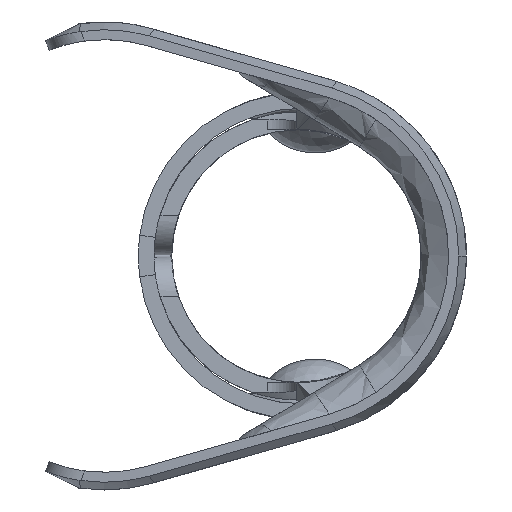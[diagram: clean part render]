
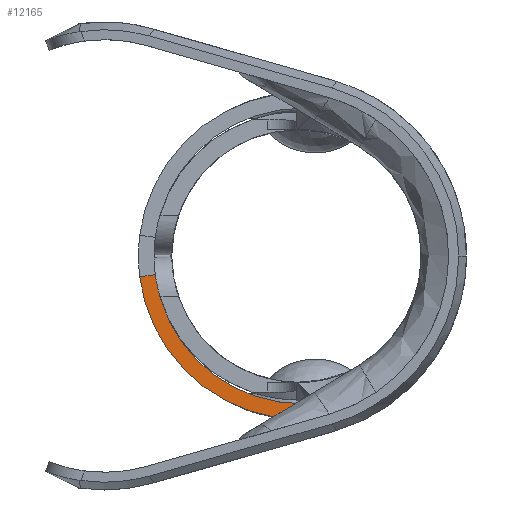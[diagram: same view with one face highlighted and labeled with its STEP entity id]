
A CAD part, left-side view. The second image highlights one B-rep face of the part: STEP entity #12165.
In plain terms, the highlighted planar face has unit normal (-1, 0, 0).
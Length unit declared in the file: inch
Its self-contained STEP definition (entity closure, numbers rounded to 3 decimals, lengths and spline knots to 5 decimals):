
#298 = VERTEX_POINT ( 'NONE', #14484 ) ;
#904 = EDGE_CURVE ( 'NONE', #18063, #12380, #21409, .T. ) ;
#1192 = CARTESIAN_POINT ( 'NONE',  ( -0.0925, 0.01725, -0.01012 ) ) ;
#1243 = CARTESIAN_POINT ( 'NONE',  ( -0.0925, 0., 0. ) ) ;
#2356 = CIRCLE ( 'NONE', #16066, 0.166 ) ;
#2609 = ORIENTED_EDGE ( 'NONE', *, *, #9918, .F. ) ;
#3020 = AXIS2_PLACEMENT_3D ( 'NONE', #14846, #22325, #5535 ) ;
#3060 = AXIS2_PLACEMENT_3D ( 'NONE', #15762, #23240, #6448 ) ;
#3230 = DIRECTION ( 'NONE',  ( 0., 0., -1. ) ) ;
#3352 = CARTESIAN_POINT ( 'NONE',  ( -0.0925, 0., 0. ) ) ;
#3568 = CARTESIAN_POINT ( 'NONE',  ( -0.0925, 0.14879, -0.01898 ) ) ;
#5075 = CARTESIAN_POINT ( 'NONE',  ( -0.0925, 0.16467, -0.021 ) ) ;
#5284 = ORIENTED_EDGE ( 'NONE', *, *, #23532, .T. ) ;
#5535 = DIRECTION ( 'NONE',  ( 0., 0., -1. ) ) ;
#6448 = DIRECTION ( 'NONE',  ( 0., 0., -1. ) ) ;
#7387 = PLANE ( 'NONE',  #3020 ) ;
#7557 = LINE ( 'NONE', #15022, #16046 ) ;
#7632 = CARTESIAN_POINT ( 'NONE',  ( -0.0925, 0., -0.166 ) ) ;
#7709 = AXIS2_PLACEMENT_3D ( 'NONE', #3352, #10850, #18322 ) ;
#7883 = ORIENTED_EDGE ( 'NONE', *, *, #18694, .F. ) ;
#8326 = VERTEX_POINT ( 'NONE', #3568 ) ;
#8689 = DIRECTION ( 'NONE',  ( 0., 0.506, 0.863 ) ) ;
#8736 = DIRECTION ( 'NONE',  ( 1., 0., 0. ) ) ;
#9311 = AXIS2_PLACEMENT_3D ( 'NONE', #12556, #20040, #3230 ) ;
#9918 = EDGE_CURVE ( 'NONE', #20103, #22491, #19894, .T. ) ;
#10850 = DIRECTION ( 'NONE',  ( 1., 0., 0. ) ) ;
#10942 = EDGE_CURVE ( 'NONE', #8326, #20103, #13640, .T. ) ;
#12152 = EDGE_LOOP ( 'NONE', ( #19857, #14462, #12747, #7883, #5284, #2609 ) ) ;
#12165 = ADVANCED_FACE ( 'NONE', ( #24166 ), #7387, .F. ) ;
#12380 = VERTEX_POINT ( 'NONE', #5075 ) ;
#12556 = CARTESIAN_POINT ( 'NONE',  ( -0.0925, 0., 0. ) ) ;
#12747 = ORIENTED_EDGE ( 'NONE', *, *, #904, .F. ) ;
#13461 = CARTESIAN_POINT ( 'NONE',  ( -0.0925, 0., -0.15 ) ) ;
#13640 = CIRCLE ( 'NONE', #3060, 0.15 ) ;
#14462 = ORIENTED_EDGE ( 'NONE', *, *, #17558, .T. ) ;
#14484 = CARTESIAN_POINT ( 'NONE',  ( -0.0925, -0.06614, -0.15226 ) ) ;
#14846 = CARTESIAN_POINT ( 'NONE',  ( -0.0925, 0., 0. ) ) ;
#15022 = CARTESIAN_POINT ( 'NONE',  ( -0.0925, 0.14879, -0.01898 ) ) ;
#15762 = CARTESIAN_POINT ( 'NONE',  ( -0.0925, 0., 0. ) ) ;
#16046 = VECTOR ( 'NONE', #22507, 39.37008 ) ;
#16066 = AXIS2_PLACEMENT_3D ( 'NONE', #1243, #8736, #16205 ) ;
#16205 = DIRECTION ( 'NONE',  ( 0., 0., -1. ) ) ;
#17558 = EDGE_CURVE ( 'NONE', #8326, #12380, #7557, .T. ) ;
#18007 = LINE ( 'NONE', #1192, #23970 ) ;
#18063 = VERTEX_POINT ( 'NONE', #7632 ) ;
#18322 = DIRECTION ( 'NONE',  ( 0., 0., -1. ) ) ;
#18694 = EDGE_CURVE ( 'NONE', #298, #18063, #2356, .T. ) ;
#19857 = ORIENTED_EDGE ( 'NONE', *, *, #10942, .F. ) ;
#19894 = CIRCLE ( 'NONE', #9311, 0.15 ) ;
#20040 = DIRECTION ( 'NONE',  ( -1., 0., 0. ) ) ;
#20103 = VERTEX_POINT ( 'NONE', #13461 ) ;
#21409 = CIRCLE ( 'NONE', #7709, 0.166 ) ;
#21830 = CARTESIAN_POINT ( 'NONE',  ( -0.0925, -0.05798, -0.13834 ) ) ;
#22325 = DIRECTION ( 'NONE',  ( 1., 0., 0. ) ) ;
#22491 = VERTEX_POINT ( 'NONE', #21830 ) ;
#22507 = DIRECTION ( 'NONE',  ( 0., 0.992, -0.127 ) ) ;
#23240 = DIRECTION ( 'NONE',  ( -1., 0., 0. ) ) ;
#23532 = EDGE_CURVE ( 'NONE', #298, #22491, #18007, .T. ) ;
#23970 = VECTOR ( 'NONE', #8689, 39.37008 ) ;
#24166 = FACE_OUTER_BOUND ( 'NONE', #12152, .T. ) ;
